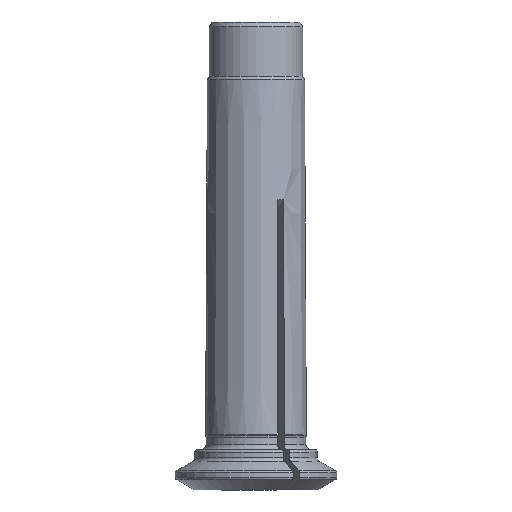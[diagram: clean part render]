
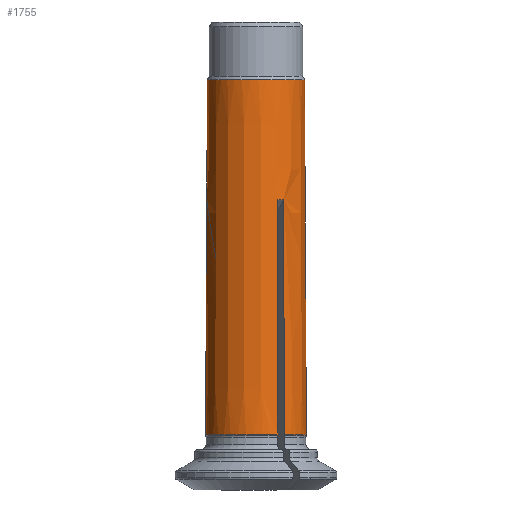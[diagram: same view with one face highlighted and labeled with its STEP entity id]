
A CAD part, front view. The second image highlights one B-rep face of the part: STEP entity #1755.
In plain terms, the highlighted conical face has half-angle 0.286 degrees and reference radius 3.002 mm.
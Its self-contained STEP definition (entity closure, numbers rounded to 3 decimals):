
#33=CONICAL_SURFACE('',#1903,3.002,0.005);
#110=CIRCLE('',#1852,3.13);
#113=CIRCLE('',#1857,3.13);
#136=CIRCLE('',#1902,3.13);
#137=CIRCLE('',#1904,3.02);
#189=ELLIPSE('',#1780,4.345,3.072);
#195=ELLIPSE('',#1798,4.345,3.072);
#196=ELLIPSE('',#1805,4.345,3.072);
#450=ORIENTED_EDGE('',*,*,#765,.F.);
#451=ORIENTED_EDGE('',*,*,#766,.F.);
#452=ORIENTED_EDGE('',*,*,#710,.F.);
#453=ORIENTED_EDGE('',*,*,#767,.T.);
#454=ORIENTED_EDGE('',*,*,#663,.F.);
#455=ORIENTED_EDGE('',*,*,#660,.F.);
#456=ORIENTED_EDGE('',*,*,#764,.F.);
#457=ORIENTED_EDGE('',*,*,#592,.T.);
#458=ORIENTED_EDGE('',*,*,#590,.F.);
#459=ORIENTED_EDGE('',*,*,#768,.F.);
#460=ORIENTED_EDGE('',*,*,#716,.F.);
#461=ORIENTED_EDGE('',*,*,#625,.T.);
#462=ORIENTED_EDGE('',*,*,#642,.F.);
#590=EDGE_CURVE('',#785,#783,#189,.T.);
#592=EDGE_CURVE('',#787,#783,#917,.T.);
#625=EDGE_CURVE('',#818,#817,#936,.T.);
#642=EDGE_CURVE('',#833,#817,#195,.T.);
#660=EDGE_CURVE('',#849,#850,#953,.T.);
#663=EDGE_CURVE('',#850,#851,#196,.T.);
#710=EDGE_CURVE('',#887,#888,#110,.T.);
#716=EDGE_CURVE('',#818,#891,#113,.T.);
#764=EDGE_CURVE('',#787,#849,#136,.T.);
#765=EDGE_CURVE('',#909,#909,#137,.T.);
#766=EDGE_CURVE('',#888,#833,#974,.T.);
#767=EDGE_CURVE('',#887,#851,#975,.T.);
#768=EDGE_CURVE('',#891,#785,#976,.T.);
#783=VERTEX_POINT('',#2306);
#785=VERTEX_POINT('',#2310);
#787=VERTEX_POINT('',#2316);
#817=VERTEX_POINT('',#2401);
#818=VERTEX_POINT('',#2403);
#833=VERTEX_POINT('',#2454);
#849=VERTEX_POINT('',#2506);
#850=VERTEX_POINT('',#2508);
#851=VERTEX_POINT('',#2512);
#887=VERTEX_POINT('',#2636);
#888=VERTEX_POINT('',#2637);
#891=VERTEX_POINT('',#2648);
#909=VERTEX_POINT('',#2804);
#917=LINE('',#2315,#986);
#936=LINE('',#2402,#1005);
#953=LINE('',#2507,#1022);
#974=LINE('',#2805,#1043);
#975=LINE('',#2806,#1044);
#976=LINE('',#2807,#1045);
#986=VECTOR('',#1942,1000.);
#1005=VECTOR('',#1985,1000.);
#1022=VECTOR('',#2022,1000.);
#1043=VECTOR('',#2245,1000.);
#1044=VECTOR('',#2246,1000.);
#1045=VECTOR('',#2247,1000.);
#1105=EDGE_LOOP('',(#450));
#1106=EDGE_LOOP('',(#451,#452,#453,#454,#455,#456,#457,#458,#459,#460,#461,
#462));
#1184=FACE_BOUND('',#1105,.T.);
#1185=FACE_BOUND('',#1106,.T.);
#1755=ADVANCED_FACE('',(#1184,#1185),#33,.T.);
#1780=AXIS2_PLACEMENT_3D('',#2311,#1937,#1938);
#1798=AXIS2_PLACEMENT_3D('',#2455,#2001,#2002);
#1805=AXIS2_PLACEMENT_3D('',#2513,#2027,#2028);
#1852=AXIS2_PLACEMENT_3D('',#2635,#2129,#2130);
#1857=AXIS2_PLACEMENT_3D('',#2647,#2142,#2143);
#1902=AXIS2_PLACEMENT_3D('',#2801,#2239,#2240);
#1903=AXIS2_PLACEMENT_3D('',#2802,#2241,#2242);
#1904=AXIS2_PLACEMENT_3D('',#2803,#2243,#2244);
#1937=DIRECTION('',(0.354,-0.612,-0.707));
#1938=DIRECTION('',(-0.354,0.612,-0.707));
#1942=DIRECTION('',(-0.003,0.004,1.));
#1985=DIRECTION('',(-0.003,-0.004,1.));
#2001=DIRECTION('',(0.354,0.612,-0.707));
#2002=DIRECTION('',(-0.354,-0.612,-0.707));
#2022=DIRECTION('',(0.005,0.,1.));
#2027=DIRECTION('',(-0.707,0.,-0.707));
#2028=DIRECTION('',(0.707,0.,-0.707));
#2129=DIRECTION('',(0.,0.,-1.));
#2130=DIRECTION('',(-1.,0.,0.));
#2142=DIRECTION('',(0.,0.,-1.));
#2143=DIRECTION('',(-1.,0.,0.));
#2239=DIRECTION('',(0.,0.,-1.));
#2240=DIRECTION('',(-1.,0.,0.));
#2241=DIRECTION('',(0.,0.,-1.));
#2242=DIRECTION('',(-1.,0.,0.));
#2243=DIRECTION('',(0.,0.,1.));
#2244=DIRECTION('',(1.,0.,0.));
#2245=DIRECTION('',(-0.003,-0.004,1.));
#2246=DIRECTION('',(0.005,0.,1.));
#2247=DIRECTION('',(-0.003,0.004,1.));
#2306=CARTESIAN_POINT('',(1.33,-2.753,17.992));
#2310=CARTESIAN_POINT('',(1.719,-2.528,17.992));
#2311=CARTESIAN_POINT('',(-0.008,0.013,14.928));
#2315=CARTESIAN_POINT('',(1.348,-2.784,10.708));
#2316=CARTESIAN_POINT('',(1.366,-2.816,3.425));
#2401=CARTESIAN_POINT('',(1.719,2.528,17.992));
#2402=CARTESIAN_POINT('',(1.737,2.559,10.708));
#2403=CARTESIAN_POINT('',(1.756,2.591,3.425));
#2454=CARTESIAN_POINT('',(1.33,2.753,17.992));
#2455=CARTESIAN_POINT('',(-0.008,-0.013,14.928));
#2506=CARTESIAN_POINT('',(-3.122,-0.225,3.425));
#2507=CARTESIAN_POINT('',(-3.085,-0.225,10.708));
#2508=CARTESIAN_POINT('',(-3.049,-0.225,17.992));
#2512=CARTESIAN_POINT('',(-3.049,0.225,17.992));
#2513=CARTESIAN_POINT('',(0.015,0.,14.928));
#2635=CARTESIAN_POINT('',(0.,0.,3.425));
#2636=CARTESIAN_POINT('',(-3.122,0.225,3.425));
#2637=CARTESIAN_POINT('',(1.366,2.816,3.425));
#2647=CARTESIAN_POINT('',(0.,0.,3.425));
#2648=CARTESIAN_POINT('',(1.756,-2.591,3.425));
#2801=CARTESIAN_POINT('',(0.,0.,3.425));
#2802=CARTESIAN_POINT('',(0.,0.,29.));
#2803=CARTESIAN_POINT('',(0.,0.,25.416));
#2804=CARTESIAN_POINT('',(3.02,0.,25.416));
#2805=CARTESIAN_POINT('',(1.348,2.784,10.708));
#2806=CARTESIAN_POINT('',(-3.085,0.225,10.708));
#2807=CARTESIAN_POINT('',(1.737,-2.559,10.708));
